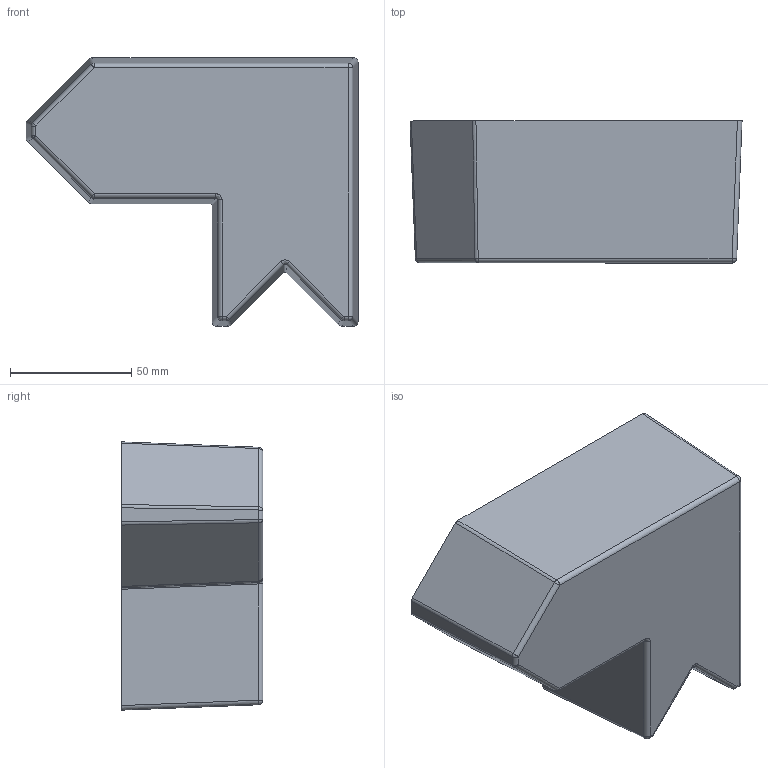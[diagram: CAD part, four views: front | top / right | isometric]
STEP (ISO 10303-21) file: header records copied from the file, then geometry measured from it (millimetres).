
FILE_DESCRIPTION (( 'STEP AP203' ), '1' );
FILE_NAME ('BOX 1.STEP', '2020-05-17T04:30:21', ( '' ), ( '' ), 'SwSTEP 2.0', 'SolidWorks 2016', '' );
FILE_SCHEMA (( 'CONFIG_CONTROL_DESIGN' ));
Length unit declared in the file: millimetre
Products named in the file (1): BOX 1
Bounding box: 136.72 x 58.38 x 110.47 mm (x, y, z)
Volume: 44631.9 mm3; surface area: 71486.5 mm2
Topology: 1 solids, 1 shells, 94 faces, 229 edges, 120 vertices
Faces by surface type: cylinder 45, plane 25, sphere 18, bspline 6
Entity records: 2722 total; most frequent: CARTESIAN_POINT 660, ORIENTED_EDGE 422, DIRECTION 417, EDGE_CURVE 211, AXIS2_PLACEMENT_3D 153, VERTEX_POINT 120, LINE 111, VECTOR 111
